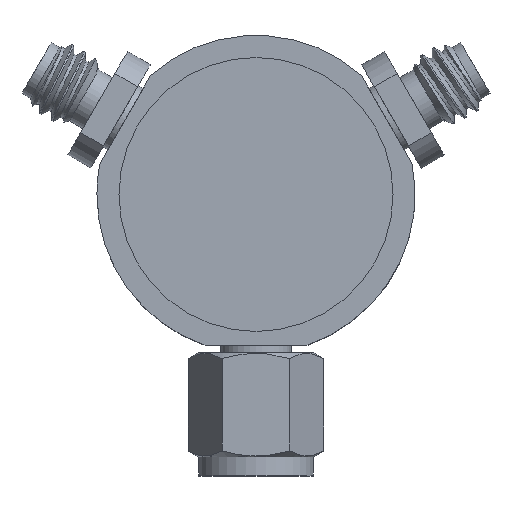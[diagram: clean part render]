
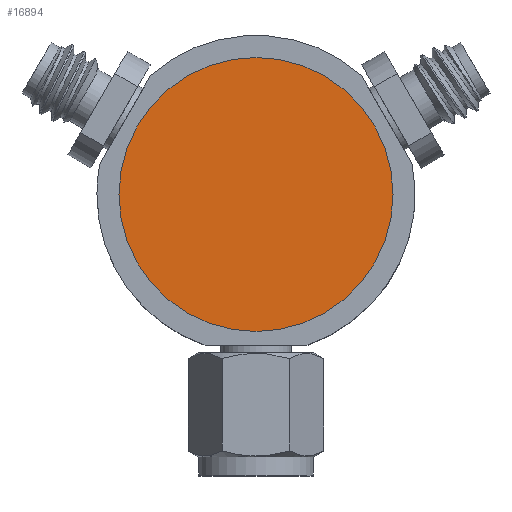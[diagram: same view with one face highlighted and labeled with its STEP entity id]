
A CAD part, top view. The second image highlights one B-rep face of the part: STEP entity #16894.
In plain terms, the highlighted planar face has unit normal (0, 0, 1).
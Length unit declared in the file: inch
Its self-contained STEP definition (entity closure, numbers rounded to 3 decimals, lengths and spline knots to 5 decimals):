
#111 = DIRECTION ( 'NONE',  ( 1., 0., 0. ) ) ;
#321 = VERTEX_POINT ( 'NONE', #13026 ) ;
#728 = ORIENTED_EDGE ( 'NONE', *, *, #18182, .T. ) ;
#2070 = ORIENTED_EDGE ( 'NONE', *, *, #12864, .T. ) ;
#2163 = CARTESIAN_POINT ( 'NONE',  ( 0., 0., 0.002 ) ) ;
#6942 = DIRECTION ( 'NONE',  ( 1., 0., 0. ) ) ;
#8831 = AXIS2_PLACEMENT_3D ( 'NONE', #2163, #16478, #111 ) ;
#9332 = FACE_OUTER_BOUND ( 'NONE', #12543, .T. ) ;
#11184 = AXIS2_PLACEMENT_3D ( 'NONE', #16000, #23290, #6942 ) ;
#11839 = CARTESIAN_POINT ( 'NONE',  ( 0., 0., 0.002 ) ) ;
#11951 = CIRCLE ( 'NONE', #11184, 0.27559 ) ;
#12543 = EDGE_LOOP ( 'NONE', ( #728, #2070 ) ) ;
#12864 = EDGE_CURVE ( 'NONE', #321, #16468, #11951, .T. ) ;
#13026 = CARTESIAN_POINT ( 'NONE',  ( 0.27559, 0., 0.002 ) ) ;
#13523 = DIRECTION ( 'NONE',  ( 1., 0., 0. ) ) ;
#16000 = CARTESIAN_POINT ( 'NONE',  ( 0., 0., 0.002 ) ) ;
#16468 = VERTEX_POINT ( 'NONE', #20869 ) ;
#16478 = DIRECTION ( 'NONE',  ( 0., 0., 1. ) ) ;
#16894 = ADVANCED_FACE ( 'NONE', ( #9332 ), #22351, .T. ) ;
#18182 = EDGE_CURVE ( 'NONE', #16468, #321, #21374, .T. ) ;
#19543 = DIRECTION ( 'NONE',  ( 0., 0., 1. ) ) ;
#19860 = AXIS2_PLACEMENT_3D ( 'NONE', #11839, #19543, #13523 ) ;
#20869 = CARTESIAN_POINT ( 'NONE',  ( -0.27559, 0., 0.002 ) ) ;
#21374 = CIRCLE ( 'NONE', #19860, 0.27559 ) ;
#22351 = PLANE ( 'NONE',  #8831 ) ;
#23290 = DIRECTION ( 'NONE',  ( 0., 0., 1. ) ) ;
